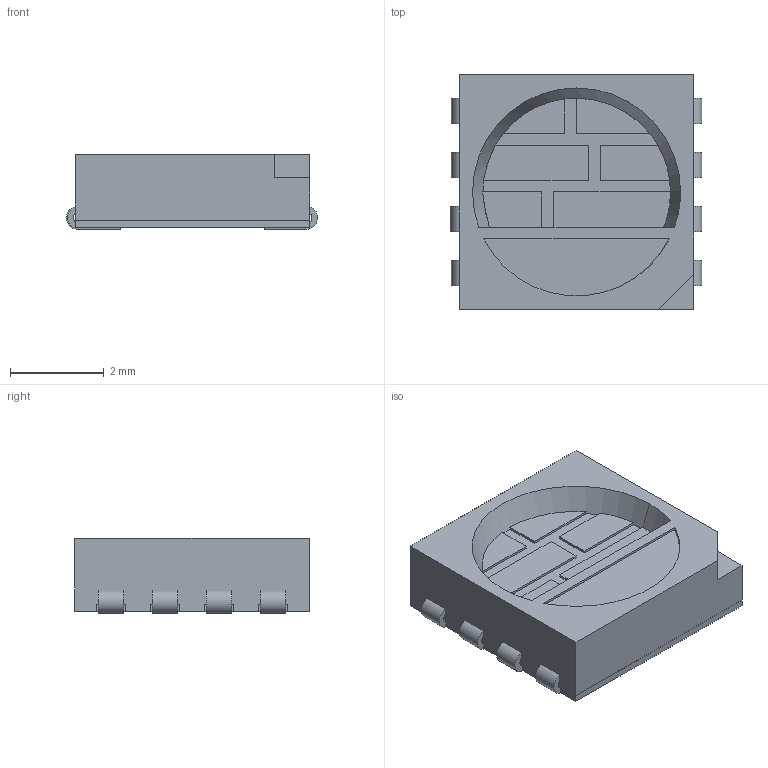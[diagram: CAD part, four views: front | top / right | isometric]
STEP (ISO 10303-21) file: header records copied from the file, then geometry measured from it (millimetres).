
FILE_DESCRIPTION(('FreeCAD Model'),'2;1');
FILE_NAME('Open CASCADE Shape Model','2023-05-29T21:22:34',(''),(''), 'Open CASCADE STEP processor 7.6','FreeCAD','Unknown');
FILE_SCHEMA(('AUTOMOTIVE_DESIGN { 1 0 10303 214 1 1 1 1 }'));
Length unit declared in the file: millimetre
Products named in the file (12): TC5050RGBW; LED Traces; White LED; Cut; Pin7; Pin3; Pin4; Pin2; Pin1; Pin5; Pin6; Pin8
Assembly tree (11 placements, depth 2):
  TC5050RGBW
    LED Traces
    White LED
    Cut
    Pin7
    Pin3
    Pin4
    Pin2
    Pin1
    Pin5
    Pin6
    Pin8
Bounding box: 5.35 x 5 x 1.6 mm (x, y, z)
Volume: 33.5 mm3; surface area: 134.7 mm2
Topology: 16 solids, 16 shells, 151 faces, 351 edges, 234 vertices
Faces by surface type: plane 125, cylinder 22, cone 4
Entity records: 9175 total; most frequent: CARTESIAN_POINT 1635, DIRECTION 1356, LINE 872, VECTOR 872, ORIENTED_EDGE 702, PCURVE 702, DEFINITIONAL_REPRESENTATION 702, EDGE_CURVE 351
